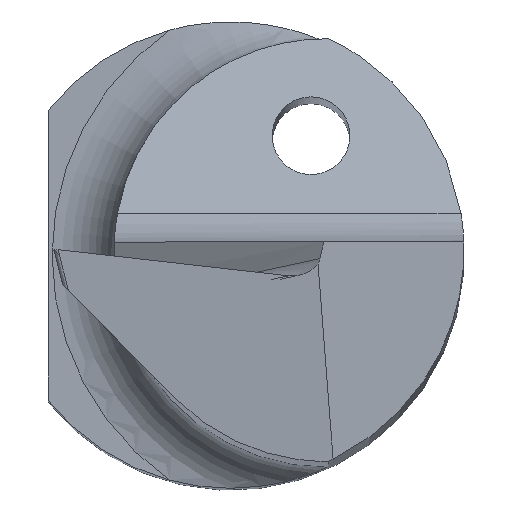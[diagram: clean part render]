
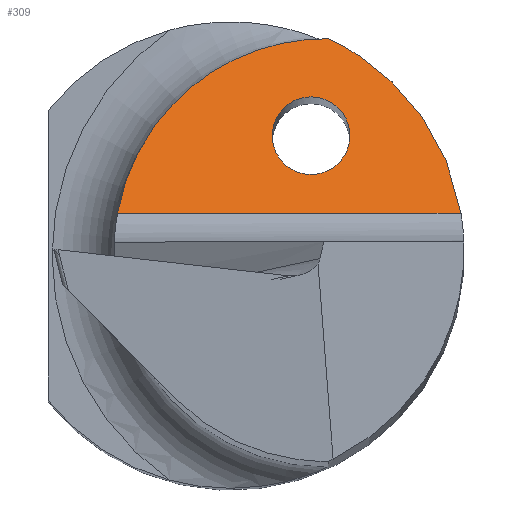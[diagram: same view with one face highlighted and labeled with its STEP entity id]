
A CAD part, top view. The second image highlights one B-rep face of the part: STEP entity #309.
In plain terms, the highlighted planar face has unit normal (0, 0.766, 0.643).
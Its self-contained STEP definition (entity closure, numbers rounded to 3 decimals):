
#9 = VERTEX_POINT ( 'NONE', #360 ) ;
#12 = CARTESIAN_POINT ( 'NONE',  ( 2.032, 1.974, 49.92 ) ) ;
#23 = ORIENTED_EDGE ( 'NONE', *, *, #166, .T. ) ;
#48 = LINE ( 'NONE', #119, #676 ) ;
#65 =( BOUNDED_CURVE ( )  B_SPLINE_CURVE ( 3, ( #561, #371, #770, #181 ),
 .UNSPECIFIED., .F., .F. ) 
 B_SPLINE_CURVE_WITH_KNOTS ( ( 4, 4 ),
 ( 4.871, 5.852 ),
 .UNSPECIFIED. ) 
 CURVE ( )  GEOMETRIC_REPRESENTATION_ITEM ( )  RATIONAL_B_SPLINE_CURVE ( ( 1., 0.921, 0.921, 1. ) ) 
 REPRESENTATION_ITEM ( '' )  );
#69 = EDGE_CURVE ( 'NONE', #9, #741, #302, .T. ) ;
#113 = CARTESIAN_POINT ( 'NONE',  ( 3., 0.474, 51.707 ) ) ;
#119 = CARTESIAN_POINT ( 'NONE',  ( 3., 0.474, 51.707 ) ) ;
#124 = ORIENTED_EDGE ( 'NONE', *, *, #69, .T. ) ;
#128 = CARTESIAN_POINT ( 'NONE',  ( -1.458, 0.474, 51.707 ) ) ;
#143 = CARTESIAN_POINT ( 'NONE',  ( 1.032, 1.974, 49.92 ) ) ;
#144 = EDGE_LOOP ( 'NONE', ( #588, #23, #124 ) ) ;
#166 = EDGE_CURVE ( 'NONE', #813, #9, #65, .T. ) ;
#172 = DIRECTION ( 'NONE',  ( 0., 0.643, -0.766 ) ) ;
#176 = CARTESIAN_POINT ( 'NONE',  ( 1.032, 0.974, 51.111 ) ) ;
#181 = CARTESIAN_POINT ( 'NONE',  ( 1.255, 2.725, 49.025 ) ) ;
#238 = CARTESIAN_POINT ( 'NONE',  ( -1.458, 0.474, 51.707 ) ) ;
#296 = ORIENTED_EDGE ( 'NONE', *, *, #515, .T. ) ;
#302 =( BOUNDED_CURVE ( )  B_SPLINE_CURVE ( 3, ( #833, #852, #514, #128 ),
 .UNSPECIFIED., .F., .F. ) 
 B_SPLINE_CURVE_WITH_KNOTS ( ( 4, 4 ),
 ( 6.272, 7.679 ),
 .UNSPECIFIED. ) 
 CURVE ( )  GEOMETRIC_REPRESENTATION_ITEM ( )  RATIONAL_B_SPLINE_CURVE ( ( 1., 0.842, 0.842, 1. ) ) 
 REPRESENTATION_ITEM ( '' )  );
#309 = ADVANCED_FACE ( 'NONE', ( #682, #612 ), #358, .F. ) ;
#358 = PLANE ( 'NONE',  #597 ) ;
#360 = CARTESIAN_POINT ( 'NONE',  ( 1.255, 2.725, 49.025 ) ) ;
#371 = CARTESIAN_POINT ( 'NONE',  ( 2.801, 1.483, 50.505 ) ) ;
#435 = CARTESIAN_POINT ( 'NONE',  ( 1.032, 1.974, 49.92 ) ) ;
#467 = EDGE_LOOP ( 'NONE', ( #296 ) ) ;
#499 = CARTESIAN_POINT ( 'NONE',  ( 1.032, 1.974, 49.92 ) ) ;
#514 = CARTESIAN_POINT ( 'NONE',  ( -1.215, 1.849, 50.069 ) ) ;
#515 = EDGE_CURVE ( 'NONE', #633, #633, #804, .T. ) ;
#545 = EDGE_CURVE ( 'NONE', #813, #741, #48, .T. ) ;
#547 = CARTESIAN_POINT ( 'NONE',  ( 0.032, 0.974, 51.111 ) ) ;
#561 = CARTESIAN_POINT ( 'NONE',  ( 2.962, 0.474, 51.707 ) ) ;
#588 = ORIENTED_EDGE ( 'NONE', *, *, #545, .F. ) ;
#597 = AXIS2_PLACEMENT_3D ( 'NONE', #113, #760, #172 ) ;
#612 = FACE_OUTER_BOUND ( 'NONE', #144, .T. ) ;
#630 = DIRECTION ( 'NONE',  ( -1., 0., 0. ) ) ;
#633 = VERTEX_POINT ( 'NONE', #143 ) ;
#676 = VECTOR ( 'NONE', #630, 1000. ) ;
#682 = FACE_BOUND ( 'NONE', #467, .T. ) ;
#741 = VERTEX_POINT ( 'NONE', #238 ) ;
#760 = DIRECTION ( 'NONE',  ( 0., -0.766, -0.643 ) ) ;
#764 = CARTESIAN_POINT ( 'NONE',  ( 2.032, 0.974, 51.111 ) ) ;
#770 = CARTESIAN_POINT ( 'NONE',  ( 2.183, 2.298, 49.535 ) ) ;
#804 =( BOUNDED_CURVE ( )  B_SPLINE_CURVE ( 3, ( #499, #12, #764, #176, #547, #812, #435 ),
 .UNSPECIFIED., .T., .F. ) 
 B_SPLINE_CURVE_WITH_KNOTS ( ( 4, 3, 4 ),
 ( 0., 3.142, 6.283 ),
 .UNSPECIFIED. ) 
 CURVE ( )  GEOMETRIC_REPRESENTATION_ITEM ( )  RATIONAL_B_SPLINE_CURVE ( ( 1., 0.333, 0.333, 1., 0.333, 0.333, 1. ) ) 
 REPRESENTATION_ITEM ( '' )  );
#812 = CARTESIAN_POINT ( 'NONE',  ( 0.032, 1.974, 49.92 ) ) ;
#813 = VERTEX_POINT ( 'NONE', #832 ) ;
#832 = CARTESIAN_POINT ( 'NONE',  ( 2.962, 0.474, 51.707 ) ) ;
#833 = CARTESIAN_POINT ( 'NONE',  ( 1.255, 2.725, 49.025 ) ) ;
#852 = CARTESIAN_POINT ( 'NONE',  ( -0.141, 2.74, 49.007 ) ) ;
